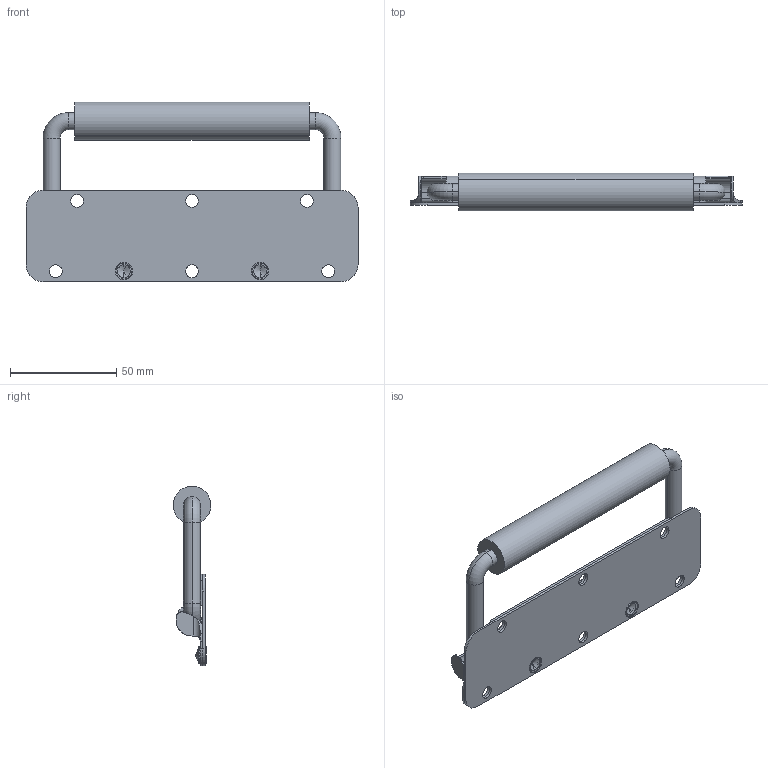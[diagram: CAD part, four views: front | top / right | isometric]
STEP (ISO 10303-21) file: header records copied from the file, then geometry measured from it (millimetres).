
FILE_DESCRIPTION (( 'STEP AP214' ), '1' );
FILE_NAME ('SK4-023-1.STEP', '2023-01-05T01:33:16', ( '微软用户' ), ( '微软中国' ), 'SwSTEP 2.0', 'SolidWorks 2020', '' );
FILE_SCHEMA (( 'AUTOMOTIVE_DESIGN' ));
Length unit declared in the file: millimetre
Products named in the file (6): 錨璃2; 錨璃3; 錨璃4; 5; 錨璃1; SK4-023-1
Assembly tree (6 placements, depth 2):
  SK4-023-1
    錨璃1
    錨璃2
    錨璃3
    錨璃4
    5  x2
Bounding box: 156 x 17.79 x 84.4 mm (x, y, z)
Volume: 53272.5 mm3; surface area: 46993 mm2
Topology: 6 solids, 6 shells, 251 faces, 600 edges, 348 vertices
Faces by surface type: cylinder 128, plane 53, torus 43, cone 16, bspline 10, sphere 1
Entity records: 7146 total; most frequent: CARTESIAN_POINT 1556, DIRECTION 1212, ORIENTED_EDGE 1072, EDGE_CURVE 536, AXIS2_PLACEMENT_3D 487, VERTEX_POINT 321, EDGE_LOOP 263, CIRCLE 261
